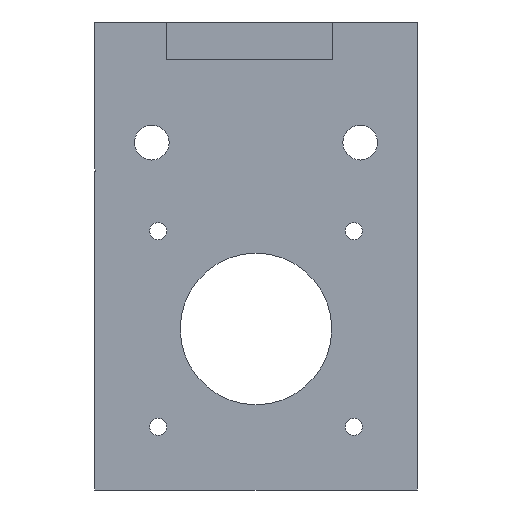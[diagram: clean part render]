
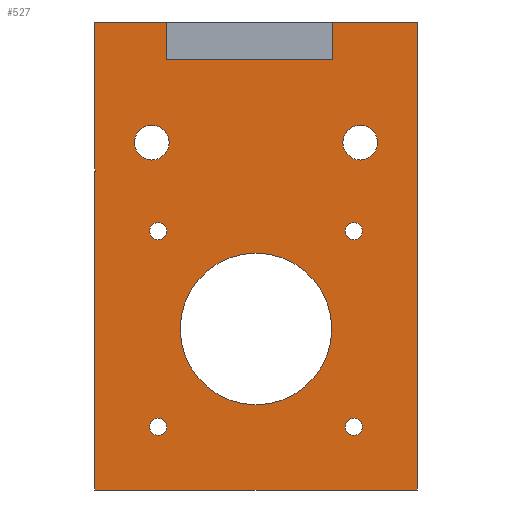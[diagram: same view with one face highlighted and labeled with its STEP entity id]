
A CAD part, front view. The second image highlights one B-rep face of the part: STEP entity #527.
In plain terms, the highlighted planar face has unit normal (0, -1, 0).
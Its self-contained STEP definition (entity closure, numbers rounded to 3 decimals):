
#30=FACE_BOUND('',#108,.T.);
#31=FACE_BOUND('',#109,.T.);
#32=FACE_BOUND('',#110,.T.);
#33=FACE_BOUND('',#111,.T.);
#34=FACE_BOUND('',#112,.T.);
#35=FACE_BOUND('',#113,.T.);
#36=FACE_BOUND('',#114,.T.);
#49=PLANE('',#581);
#70=FACE_OUTER_BOUND('',#107,.T.);
#107=EDGE_LOOP('',(#446,#447,#448,#449,#450,#451,#452,#453,#454,#455,#456));
#108=EDGE_LOOP('',(#457));
#109=EDGE_LOOP('',(#458));
#110=EDGE_LOOP('',(#459));
#111=EDGE_LOOP('',(#460));
#112=EDGE_LOOP('',(#461));
#113=EDGE_LOOP('',(#462));
#114=EDGE_LOOP('',(#463));
#132=LINE('',#772,#184);
#138=LINE('',#783,#190);
#140=LINE('',#786,#192);
#141=LINE('',#790,#193);
#142=LINE('',#792,#194);
#148=LINE('',#805,#200);
#154=LINE('',#824,#206);
#164=LINE('',#854,#216);
#165=LINE('',#856,#217);
#166=LINE('',#858,#218);
#167=LINE('',#859,#219);
#184=VECTOR('',#625,10.);
#190=VECTOR('',#635,10.);
#192=VECTOR('',#639,10.);
#193=VECTOR('',#644,10.);
#194=VECTOR('',#645,10.);
#200=VECTOR('',#653,10.);
#206=VECTOR('',#673,10.);
#216=VECTOR('',#701,10.);
#217=VECTOR('',#702,10.);
#218=VECTOR('',#703,10.);
#219=VECTOR('',#704,10.);
#233=CIRCLE('',#568,2.75);
#235=CIRCLE('',#571,2.75);
#241=CIRCLE('',#582,12.);
#242=CIRCLE('',#583,1.35);
#243=CIRCLE('',#584,1.35);
#244=CIRCLE('',#585,1.35);
#245=CIRCLE('',#586,1.35);
#255=VERTEX_POINT('',#769);
#256=VERTEX_POINT('',#771);
#257=VERTEX_POINT('',#775);
#259=VERTEX_POINT('',#782);
#260=VERTEX_POINT('',#789);
#261=VERTEX_POINT('',#791);
#266=VERTEX_POINT('',#802);
#267=VERTEX_POINT('',#804);
#271=VERTEX_POINT('',#814);
#273=VERTEX_POINT('',#820);
#284=VERTEX_POINT('',#853);
#285=VERTEX_POINT('',#855);
#286=VERTEX_POINT('',#857);
#287=VERTEX_POINT('',#860);
#288=VERTEX_POINT('',#862);
#289=VERTEX_POINT('',#864);
#290=VERTEX_POINT('',#866);
#291=VERTEX_POINT('',#868);
#304=EDGE_CURVE('',#256,#255,#132,.T.);
#310=EDGE_CURVE('',#259,#257,#138,.T.);
#312=EDGE_CURVE('',#255,#259,#140,.T.);
#313=EDGE_CURVE('',#260,#257,#141,.T.);
#314=EDGE_CURVE('',#256,#261,#142,.T.);
#320=EDGE_CURVE('',#266,#267,#148,.T.);
#326=EDGE_CURVE('',#271,#271,#233,.T.);
#329=EDGE_CURVE('',#273,#273,#235,.T.);
#330=EDGE_CURVE('',#267,#260,#154,.T.);
#345=EDGE_CURVE('',#266,#284,#164,.T.);
#346=EDGE_CURVE('',#285,#284,#165,.T.);
#347=EDGE_CURVE('',#286,#285,#166,.T.);
#348=EDGE_CURVE('',#286,#261,#167,.T.);
#349=EDGE_CURVE('',#287,#287,#241,.T.);
#350=EDGE_CURVE('',#288,#288,#242,.T.);
#351=EDGE_CURVE('',#289,#289,#243,.T.);
#352=EDGE_CURVE('',#290,#290,#244,.T.);
#353=EDGE_CURVE('',#291,#291,#245,.T.);
#446=ORIENTED_EDGE('',*,*,#310,.T.);
#447=ORIENTED_EDGE('',*,*,#313,.F.);
#448=ORIENTED_EDGE('',*,*,#330,.F.);
#449=ORIENTED_EDGE('',*,*,#320,.F.);
#450=ORIENTED_EDGE('',*,*,#345,.T.);
#451=ORIENTED_EDGE('',*,*,#346,.F.);
#452=ORIENTED_EDGE('',*,*,#347,.F.);
#453=ORIENTED_EDGE('',*,*,#348,.T.);
#454=ORIENTED_EDGE('',*,*,#314,.F.);
#455=ORIENTED_EDGE('',*,*,#304,.T.);
#456=ORIENTED_EDGE('',*,*,#312,.T.);
#457=ORIENTED_EDGE('',*,*,#329,.T.);
#458=ORIENTED_EDGE('',*,*,#326,.T.);
#459=ORIENTED_EDGE('',*,*,#349,.T.);
#460=ORIENTED_EDGE('',*,*,#350,.T.);
#461=ORIENTED_EDGE('',*,*,#351,.T.);
#462=ORIENTED_EDGE('',*,*,#352,.T.);
#463=ORIENTED_EDGE('',*,*,#353,.T.);
#527=ADVANCED_FACE('',(#70,#30,#31,#32,#33,#34,#35,#36),#49,.T.);
#568=AXIS2_PLACEMENT_3D('',#816,#662,#663);
#571=AXIS2_PLACEMENT_3D('',#822,#669,#670);
#581=AXIS2_PLACEMENT_3D('',#852,#699,#700);
#582=AXIS2_PLACEMENT_3D('',#861,#705,#706);
#583=AXIS2_PLACEMENT_3D('',#863,#707,#708);
#584=AXIS2_PLACEMENT_3D('',#865,#709,#710);
#585=AXIS2_PLACEMENT_3D('',#867,#711,#712);
#586=AXIS2_PLACEMENT_3D('',#869,#713,#714);
#625=DIRECTION('',(0.,0.,-1.));
#635=DIRECTION('',(0.,0.,1.));
#639=DIRECTION('',(-1.,0.,0.));
#644=DIRECTION('',(1.,0.,0.));
#645=DIRECTION('',(1.,0.,0.));
#653=DIRECTION('',(-0.039,0.,0.999));
#662=DIRECTION('center_axis',(0.,1.,0.));
#663=DIRECTION('ref_axis',(1.,0.,0.));
#669=DIRECTION('center_axis',(0.,1.,0.));
#670=DIRECTION('ref_axis',(1.,0.,0.));
#673=DIRECTION('',(0.,0.,1.));
#699=DIRECTION('center_axis',(0.,-1.,0.));
#700=DIRECTION('ref_axis',(1.,0.,0.));
#701=DIRECTION('',(-1.,0.,0.));
#702=DIRECTION('',(0.,0.,1.));
#703=DIRECTION('',(-1.,0.,0.));
#704=DIRECTION('',(0.,0.,1.));
#705=DIRECTION('center_axis',(0.,1.,0.));
#706=DIRECTION('ref_axis',(1.,0.,0.));
#707=DIRECTION('center_axis',(0.,1.,0.));
#708=DIRECTION('ref_axis',(1.,0.,0.));
#709=DIRECTION('center_axis',(0.,1.,0.));
#710=DIRECTION('ref_axis',(1.,0.,0.));
#711=DIRECTION('center_axis',(0.,1.,0.));
#712=DIRECTION('ref_axis',(1.,0.,0.));
#713=DIRECTION('center_axis',(0.,1.,0.));
#714=DIRECTION('ref_axis',(1.,0.,0.));
#769=CARTESIAN_POINT('',(12.076,-40.3,42.601));
#771=CARTESIAN_POINT('',(12.076,-40.3,48.5));
#772=CARTESIAN_POINT('',(12.076,-40.3,24.3));
#775=CARTESIAN_POINT('',(-14.224,-40.3,48.5));
#782=CARTESIAN_POINT('',(-14.224,-40.3,42.601));
#783=CARTESIAN_POINT('',(-14.224,-40.3,24.3));
#786=CARTESIAN_POINT('',(-0.537,-40.3,42.601));
#789=CARTESIAN_POINT('',(-25.5,-40.3,48.5));
#790=CARTESIAN_POINT('',(25.5,-40.3,48.5));
#791=CARTESIAN_POINT('',(25.5,-40.3,48.5));
#792=CARTESIAN_POINT('',(25.5,-40.3,48.5));
#802=CARTESIAN_POINT('',(-25.481,-40.3,25.));
#804=CARTESIAN_POINT('',(-25.5,-40.3,25.5));
#805=CARTESIAN_POINT('',(-25.461,-40.3,24.5));
#814=CARTESIAN_POINT('',(13.75,-40.3,29.5));
#816=CARTESIAN_POINT('Origin',(16.5,-40.3,29.5));
#820=CARTESIAN_POINT('',(-19.25,-40.3,29.5));
#822=CARTESIAN_POINT('Origin',(-16.5,-40.3,29.5));
#824=CARTESIAN_POINT('',(-25.5,-40.3,25.5));
#852=CARTESIAN_POINT('Origin',(0.,-40.3,0.));
#853=CARTESIAN_POINT('',(-25.5,-40.3,25.));
#854=CARTESIAN_POINT('',(-12.75,-40.3,25.));
#855=CARTESIAN_POINT('',(-25.5,-40.3,-25.5));
#856=CARTESIAN_POINT('',(-25.5,-40.3,25.5));
#857=CARTESIAN_POINT('',(25.5,-40.3,-25.5));
#858=CARTESIAN_POINT('',(-12.75,-40.3,-25.5));
#859=CARTESIAN_POINT('',(25.5,-40.3,25.5));
#860=CARTESIAN_POINT('',(-12.,-40.3,0.));
#861=CARTESIAN_POINT('Origin',(0.,-40.3,0.));
#862=CARTESIAN_POINT('',(14.15,-40.3,-15.5));
#863=CARTESIAN_POINT('Origin',(15.5,-40.3,-15.5));
#864=CARTESIAN_POINT('',(-16.85,-40.3,-15.5));
#865=CARTESIAN_POINT('Origin',(-15.5,-40.3,-15.5));
#866=CARTESIAN_POINT('',(-16.85,-40.3,15.5));
#867=CARTESIAN_POINT('Origin',(-15.5,-40.3,15.5));
#868=CARTESIAN_POINT('',(14.15,-40.3,15.5));
#869=CARTESIAN_POINT('Origin',(15.5,-40.3,15.5));
